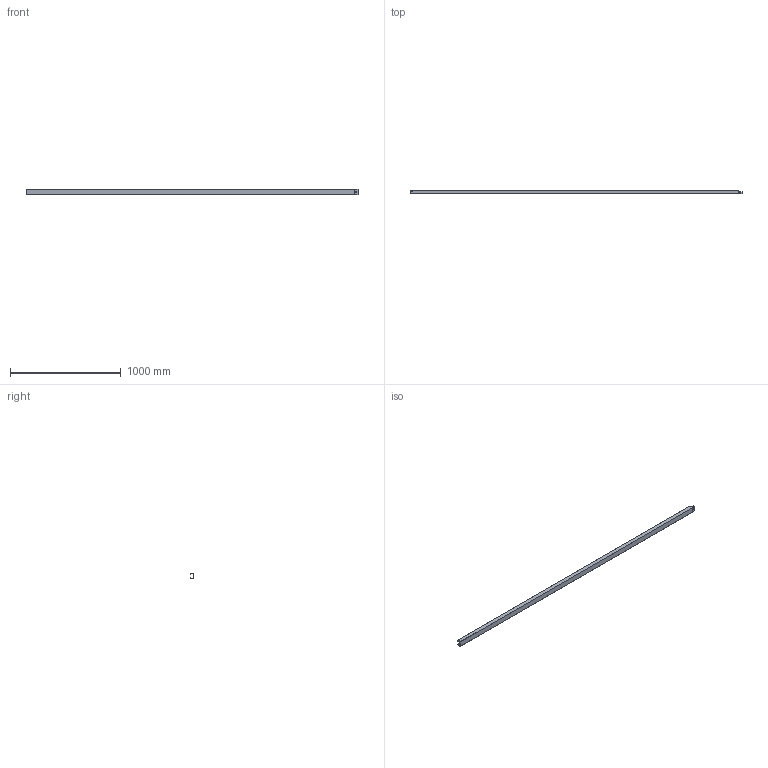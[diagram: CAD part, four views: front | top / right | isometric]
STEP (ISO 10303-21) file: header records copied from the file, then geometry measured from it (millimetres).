
FILE_DESCRIPTION (( 'STEP AP203' ), '1' );
FILE_NAME ('CLN10-035-050-070-3 Ëîòîê íåïåðôîðèðîâàííûé 35õ50õ3000, 0,7ìì.STEP', '2016-02-04T07:30:16', ( '' ), ( '' ), 'SwSTEP 2.0', 'SolidWorks 2014', '' );
FILE_SCHEMA (( 'CONFIG_CONTROL_DESIGN' ));
Length unit declared in the file: millimetre
Products named in the file (1): CLN10-035-050-070-3 Ëîòîê íåïåðôîðèðîâàííûé 35õ50õ3000, 0,7ìì
Bounding box: 3000 x 35 x 50 mm (x, y, z)
Volume: 279759.5 mm3; surface area: 803770.7 mm2
Topology: 1 solids, 1 shells, 53 faces, 153 edges, 102 vertices
Faces by surface type: plane 45, cylinder 8
Entity records: 1821 total; most frequent: CARTESIAN_POINT 312, ORIENTED_EDGE 306, DIRECTION 276, EDGE_CURVE 153, LINE 136, VECTOR 136, VERTEX_POINT 102, AXIS2_PLACEMENT_3D 70
